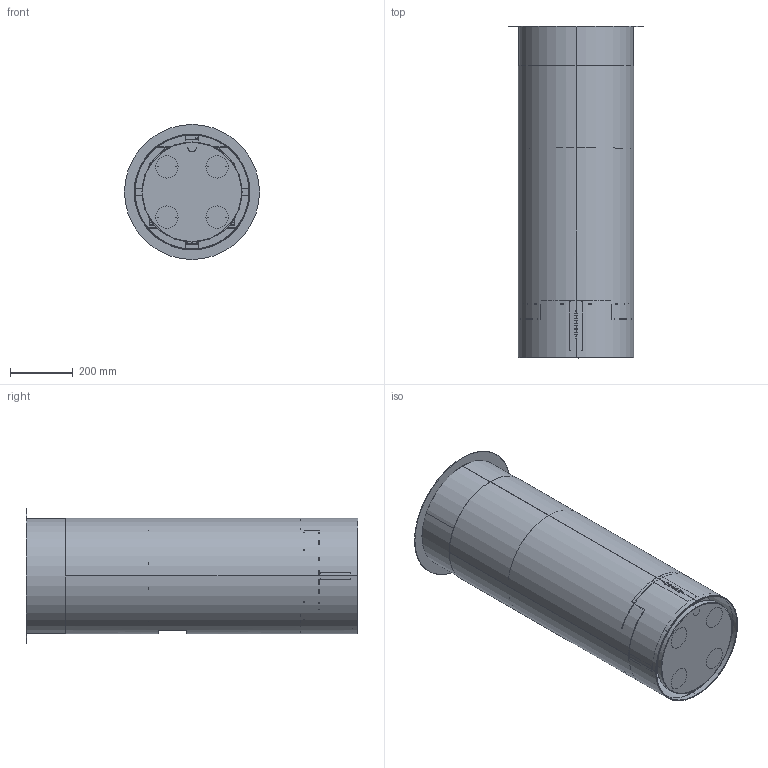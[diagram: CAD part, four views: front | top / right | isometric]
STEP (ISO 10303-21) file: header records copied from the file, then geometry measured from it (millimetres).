
FILE_DESCRIPTION((''),'2;1');
FILE_NAME('A82_700_SW0001','2009-05-20T',('RL012'),(''),'PRO/ENGINEER BY PARAMETRIC TECHNOLOGY CORPORATION, 2007310','PRO/ENGINEER BY PARAMETRIC TECHNOLOGY CORPORATION, 2007310','');
FILE_SCHEMA(('CONFIG_CONTROL_DESIGN'));
Length unit declared in the file: millimetre
Products named in the file (1): A82_700_SW0001
Bounding box: 432 x 1061 x 432 mm (x, y, z)
Surface area: 4765715.8 mm2 (no closed solid volume)
Topology: 0 solids, 154 shells, 302 faces, 1531 edges, 1312 vertices
Faces by surface type: plane 137, cone 82, cylinder 46, torus 26, bspline 11
Entity records: 16784 total; most frequent: CARTESIAN_POINT 4807, DIRECTION 2752, ORIENTED_EDGE 1790, EDGE_CURVE 1531, VERTEX_POINT 1312, AXIS2_PLACEMENT_3D 966, VECTOR 820, LINE 820
